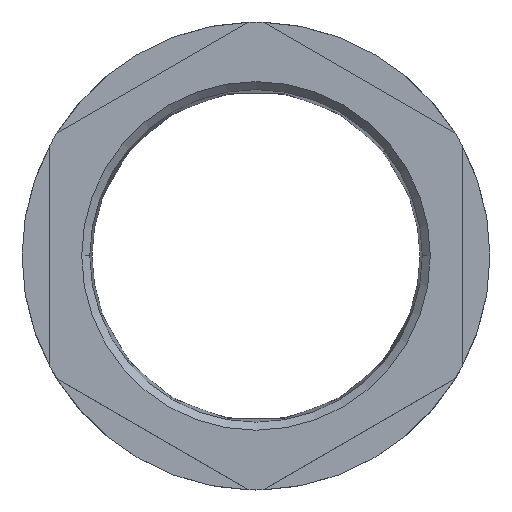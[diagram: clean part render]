
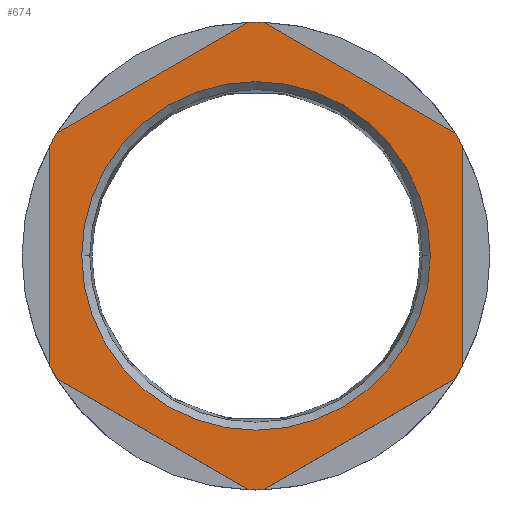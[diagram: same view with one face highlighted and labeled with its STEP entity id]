
A CAD part, top view. The second image highlights one B-rep face of the part: STEP entity #674.
In plain terms, the highlighted planar face has unit normal (0, 0, 1).
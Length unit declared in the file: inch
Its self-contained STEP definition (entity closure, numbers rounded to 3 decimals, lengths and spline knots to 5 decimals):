
#10 = VECTOR ( 'NONE', #444, 39.37008 ) ;
#19 = EDGE_CURVE ( 'NONE', #464, #411, #207, .T. ) ;
#23 = FACE_BOUND ( 'NONE', #203, .T. ) ;
#34 = CARTESIAN_POINT ( 'NONE',  ( 0., 0., 0.138 ) ) ;
#41 = CIRCLE ( 'NONE', #448, 0.738 ) ;
#42 = FACE_OUTER_BOUND ( 'NONE', #189, .T. ) ;
#59 = AXIS2_PLACEMENT_3D ( 'NONE', #320, #148, #127 ) ;
#88 = CARTESIAN_POINT ( 'NONE',  ( -0.02233, -0.73766, 0.138 ) ) ;
#89 = LINE ( 'NONE', #452, #10 ) ;
#92 = LINE ( 'NONE', #525, #144 ) ;
#96 = VECTOR ( 'NONE', #509, 39.37008 ) ;
#97 = ORIENTED_EDGE ( 'NONE', *, *, #555, .T. ) ;
#98 = LINE ( 'NONE', #451, #124 ) ;
#99 = AXIS2_PLACEMENT_3D ( 'NONE', #396, #384, #350 ) ;
#104 = CARTESIAN_POINT ( 'NONE',  ( 0.62767, 0.38817, 0.138 ) ) ;
#106 = CIRCLE ( 'NONE', #709, 0.738 ) ;
#111 = EDGE_CURVE ( 'NONE', #706, #140, #254, .T. ) ;
#120 = CARTESIAN_POINT ( 'NONE',  ( -0.5499, 0., 0.138 ) ) ;
#124 = VECTOR ( 'NONE', #449, 39.37008 ) ;
#127 = DIRECTION ( 'NONE',  ( 1., 0., 0. ) ) ;
#128 = VECTOR ( 'NONE', #483, 39.37008 ) ;
#140 = VERTEX_POINT ( 'NONE', #603 ) ;
#144 = VECTOR ( 'NONE', #481, 39.37008 ) ;
#146 = LINE ( 'NONE', #484, #128 ) ;
#148 = DIRECTION ( 'NONE',  ( 0., 0., 1. ) ) ;
#180 = PLANE ( 'NONE',  #59 ) ;
#189 = EDGE_LOOP ( 'NONE', ( #376, #582, #206, #646, #573, #478, #443, #488, #415, #607, #97, #389 ) ) ;
#190 = VERTEX_POINT ( 'NONE', #644 ) ;
#194 = CARTESIAN_POINT ( 'NONE',  ( 0.5499, 0., 0.138 ) ) ;
#201 = EDGE_CURVE ( 'NONE', #572, #690, #284, .T. ) ;
#203 = EDGE_LOOP ( 'NONE', ( #705, #349 ) ) ;
#206 = ORIENTED_EDGE ( 'NONE', *, *, #211, .T. ) ;
#207 = CIRCLE ( 'NONE', #217, 0.738 ) ;
#211 = EDGE_CURVE ( 'NONE', #562, #365, #288, .T. ) ;
#217 = AXIS2_PLACEMENT_3D ( 'NONE', #34, #501, #497 ) ;
#254 = CIRCLE ( 'NONE', #99, 0.738 ) ;
#256 = AXIS2_PLACEMENT_3D ( 'NONE', #506, #505, #504 ) ;
#280 = EDGE_CURVE ( 'NONE', #693, #687, #338, .T. ) ;
#284 = CIRCLE ( 'NONE', #663, 0.738 ) ;
#286 = EDGE_CURVE ( 'NONE', #608, #562, #328, .T. ) ;
#288 = CIRCLE ( 'NONE', #511, 0.738 ) ;
#298 = EDGE_CURVE ( 'NONE', #365, #706, #340, .T. ) ;
#299 = EDGE_CURVE ( 'NONE', #687, #693, #347, .T. ) ;
#309 = CARTESIAN_POINT ( 'NONE',  ( -0.65, 0.34949, 0.138 ) ) ;
#320 = CARTESIAN_POINT ( 'NONE',  ( 0., 0., 0.138 ) ) ;
#323 = DIRECTION ( 'NONE',  ( 1., 0., 0. ) ) ;
#324 = DIRECTION ( 'NONE',  ( 0., 0., 1. ) ) ;
#326 = VECTOR ( 'NONE', #535, 39.37008 ) ;
#328 = LINE ( 'NONE', #537, #326 ) ;
#330 = AXIS2_PLACEMENT_3D ( 'NONE', #533, #528, #527 ) ;
#331 = CARTESIAN_POINT ( 'NONE',  ( 0., 0., 0.138 ) ) ;
#336 = CARTESIAN_POINT ( 'NONE',  ( 0.65, 0.34949, 0.138 ) ) ;
#337 = CARTESIAN_POINT ( 'NONE',  ( -0.65, -0.34949, 0.138 ) ) ;
#338 = CIRCLE ( 'NONE', #330, 0.5499 ) ;
#340 = LINE ( 'NONE', #515, #96 ) ;
#342 = EDGE_CURVE ( 'NONE', #140, #464, #146, .T. ) ;
#343 = EDGE_CURVE ( 'NONE', #411, #572, #92, .T. ) ;
#344 = EDGE_CURVE ( 'NONE', #190, #608, #106, .T. ) ;
#347 = CIRCLE ( 'NONE', #256, 0.5499 ) ;
#349 = ORIENTED_EDGE ( 'NONE', *, *, #299, .F. ) ;
#350 = DIRECTION ( 'NONE',  ( 1., 0., 0. ) ) ;
#364 = VERTEX_POINT ( 'NONE', #467 ) ;
#365 = VERTEX_POINT ( 'NONE', #474 ) ;
#375 = EDGE_CURVE ( 'NONE', #690, #364, #98, .T. ) ;
#376 = ORIENTED_EDGE ( 'NONE', *, *, #344, .T. ) ;
#378 = VERTEX_POINT ( 'NONE', #447 ) ;
#379 = EDGE_CURVE ( 'NONE', #378, #190, #89, .T. ) ;
#384 = DIRECTION ( 'NONE',  ( 0., 0., 1. ) ) ;
#389 = ORIENTED_EDGE ( 'NONE', *, *, #379, .T. ) ;
#396 = CARTESIAN_POINT ( 'NONE',  ( 0., 0., 0.138 ) ) ;
#409 = CARTESIAN_POINT ( 'NONE',  ( 0.62767, -0.38817, 0.138 ) ) ;
#411 = VERTEX_POINT ( 'NONE', #429 ) ;
#415 = ORIENTED_EDGE ( 'NONE', *, *, #201, .T. ) ;
#429 = CARTESIAN_POINT ( 'NONE',  ( 0.65, -0.34949, 0.138 ) ) ;
#443 = ORIENTED_EDGE ( 'NONE', *, *, #19, .T. ) ;
#444 = DIRECTION ( 'NONE',  ( -0.866, -0.5, 0. ) ) ;
#447 = CARTESIAN_POINT ( 'NONE',  ( -0.02233, 0.73766, 0.138 ) ) ;
#448 = AXIS2_PLACEMENT_3D ( 'NONE', #331, #324, #323 ) ;
#449 = DIRECTION ( 'NONE',  ( -0.866, 0.5, 0. ) ) ;
#451 = CARTESIAN_POINT ( 'NONE',  ( 0.325, 0.56292, 0.138 ) ) ;
#452 = CARTESIAN_POINT ( 'NONE',  ( -0.325, 0.56292, 0.138 ) ) ;
#464 = VERTEX_POINT ( 'NONE', #409 ) ;
#467 = CARTESIAN_POINT ( 'NONE',  ( 0.02233, 0.73766, 0.138 ) ) ;
#468 = DIRECTION ( 'NONE',  ( 1., 0., 0. ) ) ;
#469 = DIRECTION ( 'NONE',  ( 0., 0., 1. ) ) ;
#470 = CARTESIAN_POINT ( 'NONE',  ( 0., 0., 0.138 ) ) ;
#474 = CARTESIAN_POINT ( 'NONE',  ( -0.62767, -0.38817, 0.138 ) ) ;
#478 = ORIENTED_EDGE ( 'NONE', *, *, #342, .T. ) ;
#481 = DIRECTION ( 'NONE',  ( 0., 1., 0. ) ) ;
#483 = DIRECTION ( 'NONE',  ( 0.866, 0.5, 0. ) ) ;
#484 = CARTESIAN_POINT ( 'NONE',  ( 0.325, -0.56292, 0.138 ) ) ;
#488 = ORIENTED_EDGE ( 'NONE', *, *, #343, .T. ) ;
#497 = DIRECTION ( 'NONE',  ( 1., 0., 0. ) ) ;
#501 = DIRECTION ( 'NONE',  ( 0., 0., 1. ) ) ;
#504 = DIRECTION ( 'NONE',  ( 1., 0., 0. ) ) ;
#505 = DIRECTION ( 'NONE',  ( 0., 0., 1. ) ) ;
#506 = CARTESIAN_POINT ( 'NONE',  ( 0., 0., 0.138 ) ) ;
#509 = DIRECTION ( 'NONE',  ( 0.866, -0.5, 0. ) ) ;
#511 = AXIS2_PLACEMENT_3D ( 'NONE', #621, #616, #615 ) ;
#515 = CARTESIAN_POINT ( 'NONE',  ( -0.325, -0.56292, 0.138 ) ) ;
#525 = CARTESIAN_POINT ( 'NONE',  ( 0.65, 0., 0.138 ) ) ;
#527 = DIRECTION ( 'NONE',  ( 1., 0., 0. ) ) ;
#528 = DIRECTION ( 'NONE',  ( 0., 0., 1. ) ) ;
#533 = CARTESIAN_POINT ( 'NONE',  ( 0., 0., 0.138 ) ) ;
#535 = DIRECTION ( 'NONE',  ( 0., -1., 0. ) ) ;
#537 = CARTESIAN_POINT ( 'NONE',  ( -0.65, 0., 0.138 ) ) ;
#555 = EDGE_CURVE ( 'NONE', #364, #378, #41, .T. ) ;
#562 = VERTEX_POINT ( 'NONE', #337 ) ;
#572 = VERTEX_POINT ( 'NONE', #336 ) ;
#573 = ORIENTED_EDGE ( 'NONE', *, *, #111, .T. ) ;
#582 = ORIENTED_EDGE ( 'NONE', *, *, #286, .T. ) ;
#603 = CARTESIAN_POINT ( 'NONE',  ( 0.02233, -0.73766, 0.138 ) ) ;
#607 = ORIENTED_EDGE ( 'NONE', *, *, #375, .T. ) ;
#608 = VERTEX_POINT ( 'NONE', #309 ) ;
#615 = DIRECTION ( 'NONE',  ( 1., 0., 0. ) ) ;
#616 = DIRECTION ( 'NONE',  ( 0., 0., 1. ) ) ;
#621 = CARTESIAN_POINT ( 'NONE',  ( 0., 0., 0.138 ) ) ;
#626 = DIRECTION ( 'NONE',  ( 1., 0., 0. ) ) ;
#630 = DIRECTION ( 'NONE',  ( 0., 0., 1. ) ) ;
#631 = CARTESIAN_POINT ( 'NONE',  ( 0., 0., 0.138 ) ) ;
#644 = CARTESIAN_POINT ( 'NONE',  ( -0.62767, 0.38817, 0.138 ) ) ;
#646 = ORIENTED_EDGE ( 'NONE', *, *, #298, .T. ) ;
#663 = AXIS2_PLACEMENT_3D ( 'NONE', #631, #630, #626 ) ;
#674 = ADVANCED_FACE ( 'NONE', ( #23, #42 ), #180, .T. ) ;
#687 = VERTEX_POINT ( 'NONE', #120 ) ;
#690 = VERTEX_POINT ( 'NONE', #104 ) ;
#693 = VERTEX_POINT ( 'NONE', #194 ) ;
#705 = ORIENTED_EDGE ( 'NONE', *, *, #280, .F. ) ;
#706 = VERTEX_POINT ( 'NONE', #88 ) ;
#709 = AXIS2_PLACEMENT_3D ( 'NONE', #470, #469, #468 ) ;
